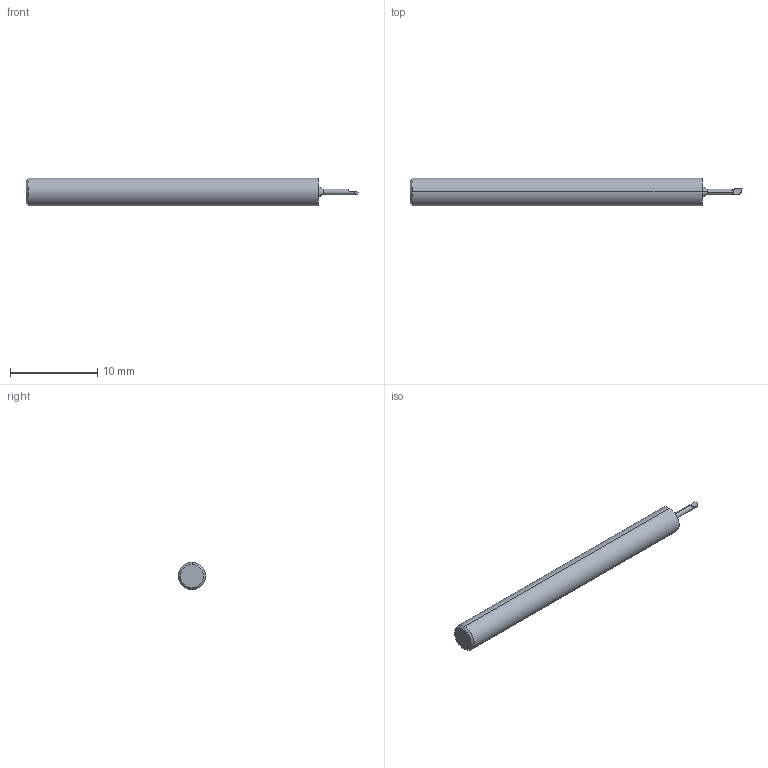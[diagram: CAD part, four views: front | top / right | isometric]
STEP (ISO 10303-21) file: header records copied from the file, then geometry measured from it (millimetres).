
FILE_DESCRIPTION (( 'STEP AP203' ), '1' );
FILE_NAME ('215928-HB31.STEP', '2024-08-07T22:01:55', ( '' ), ( '' ), 'SwSTEP 2.0', 'SolidWorks 2024', '' );
FILE_SCHEMA (( 'CONFIG_CONTROL_DESIGN' ));
Length unit declared in the file: inch
Products named in the file (1): 215928-HB31
Bounding box: 38.1 x 3.17 x 3.17 mm (x, y, z)
Volume: 265.4 mm3; surface area: 356.1 mm2
Topology: 1 solids, 1 shells, 19 faces, 44 edges, 28 vertices
Faces by surface type: plane 6, bspline 5, cylinder 4, torus 2, cone 2
Entity records: 771 total; most frequent: CARTESIAN_POINT 305, ORIENTED_EDGE 88, DIRECTION 67, EDGE_CURVE 44, AXIS2_PLACEMENT_3D 28, VERTEX_POINT 28, EDGE_LOOP 20, FACE_OUTER_BOUND 19
